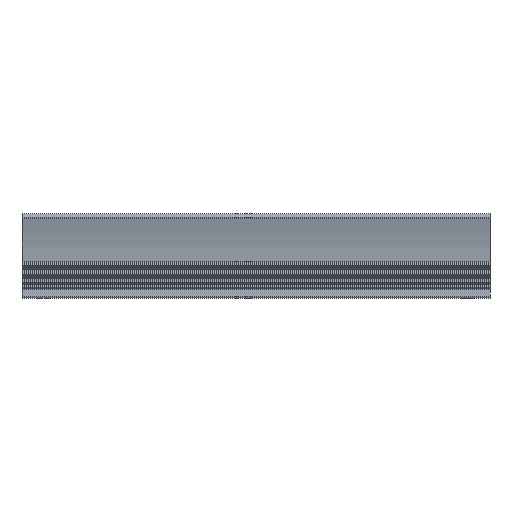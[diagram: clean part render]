
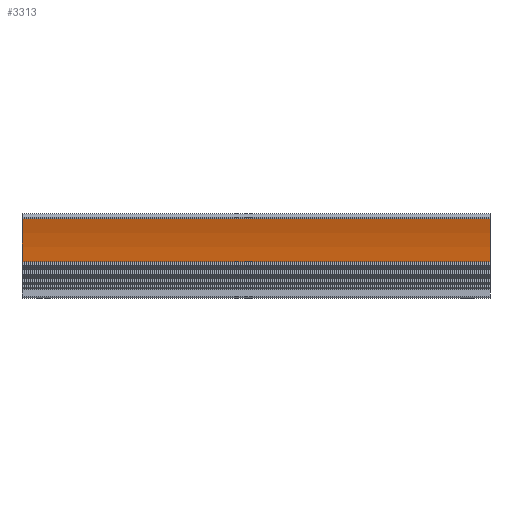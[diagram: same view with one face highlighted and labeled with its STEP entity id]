
A CAD part, top view. The second image highlights one B-rep face of the part: STEP entity #3313.
In plain terms, the highlighted cylindrical face has radius 46.174 mm (diameter 92.348 mm), a partial arc.
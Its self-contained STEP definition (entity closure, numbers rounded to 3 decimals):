
#54 = AXIS2_PLACEMENT_3D ( 'NONE', #1775, #2430, #3724 ) ;
#96 = CYLINDRICAL_SURFACE ( 'NONE', #54, 46.174 ) ;
#245 = DIRECTION ( 'NONE',  ( 0., 0., -1. ) ) ;
#273 = LINE ( 'NONE', #1555, #3150 ) ;
#281 = EDGE_CURVE ( 'NONE', #3384, #1910, #4105, .T. ) ;
#497 = CARTESIAN_POINT ( 'NONE',  ( 53., 17.961, 4.99 ) ) ;
#802 = AXIS2_PLACEMENT_3D ( 'NONE', #2499, #2143, #245 ) ;
#963 = EDGE_CURVE ( 'NONE', #1910, #3978, #2957, .T. ) ;
#1131 = AXIS2_PLACEMENT_3D ( 'NONE', #1209, #2222, #2515 ) ;
#1209 = CARTESIAN_POINT ( 'NONE',  ( -53., 4.31, 49.099 ) ) ;
#1234 = VERTEX_POINT ( 'NONE', #497 ) ;
#1236 = EDGE_LOOP ( 'NONE', ( #2428, #3508, #4075, #1565 ) ) ;
#1555 = CARTESIAN_POINT ( 'NONE',  ( 53., 17.961, 4.99 ) ) ;
#1565 = ORIENTED_EDGE ( 'NONE', *, *, #3530, .T. ) ;
#1775 = CARTESIAN_POINT ( 'NONE',  ( 53., 4.31, 49.099 ) ) ;
#1880 = CIRCLE ( 'NONE', #802, 46.174 ) ;
#1910 = VERTEX_POINT ( 'NONE', #2857 ) ;
#2101 = VECTOR ( 'NONE', #3381, 1000. ) ;
#2143 = DIRECTION ( 'NONE',  ( 1., 0., 0. ) ) ;
#2222 = DIRECTION ( 'NONE',  ( 1., 0., 0. ) ) ;
#2428 = ORIENTED_EDGE ( 'NONE', *, *, #963, .F. ) ;
#2430 = DIRECTION ( 'NONE',  ( -1., 0., 0. ) ) ;
#2499 = CARTESIAN_POINT ( 'NONE',  ( 53., 4.31, 49.099 ) ) ;
#2515 = DIRECTION ( 'NONE',  ( 0., 0., -1. ) ) ;
#2648 = EDGE_CURVE ( 'NONE', #3384, #1234, #1880, .T. ) ;
#2857 = CARTESIAN_POINT ( 'NONE',  ( -53., 8.245, 3.093 ) ) ;
#2868 = DIRECTION ( 'NONE',  ( -1., 0., 0. ) ) ;
#2957 = CIRCLE ( 'NONE', #1131, 46.174 ) ;
#2988 = FACE_OUTER_BOUND ( 'NONE', #1236, .T. ) ;
#3116 = CARTESIAN_POINT ( 'NONE',  ( 53., 8.245, 3.093 ) ) ;
#3150 = VECTOR ( 'NONE', #2868, 1000. ) ;
#3184 = CARTESIAN_POINT ( 'NONE',  ( -53., 17.961, 4.99 ) ) ;
#3313 = ADVANCED_FACE ( 'NONE', ( #2988 ), #96, .F. ) ;
#3381 = DIRECTION ( 'NONE',  ( -1., 0., 0. ) ) ;
#3384 = VERTEX_POINT ( 'NONE', #3395 ) ;
#3395 = CARTESIAN_POINT ( 'NONE',  ( 53., 8.245, 3.093 ) ) ;
#3508 = ORIENTED_EDGE ( 'NONE', *, *, #281, .F. ) ;
#3530 = EDGE_CURVE ( 'NONE', #1234, #3978, #273, .T. ) ;
#3724 = DIRECTION ( 'NONE',  ( 0., 0., 1. ) ) ;
#3978 = VERTEX_POINT ( 'NONE', #3184 ) ;
#4075 = ORIENTED_EDGE ( 'NONE', *, *, #2648, .T. ) ;
#4105 = LINE ( 'NONE', #3116, #2101 ) ;
